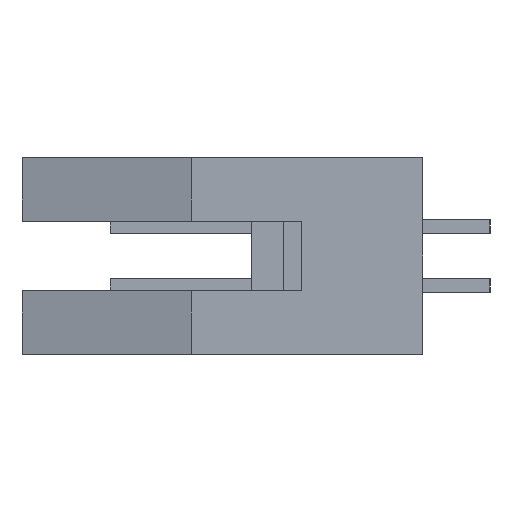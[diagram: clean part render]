
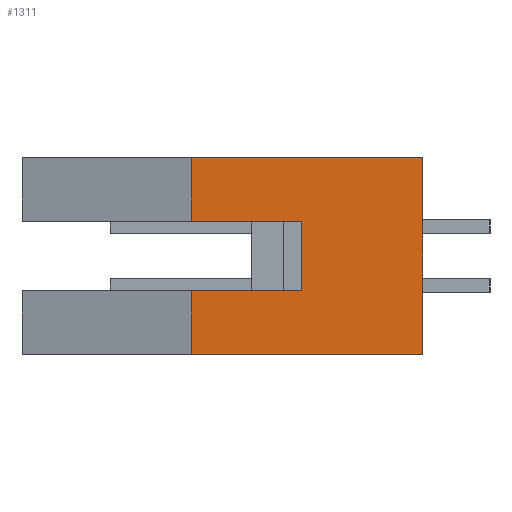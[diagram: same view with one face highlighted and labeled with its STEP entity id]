
A CAD part, left-side view. The second image highlights one B-rep face of the part: STEP entity #1311.
In plain terms, the highlighted planar face has unit normal (-1, 0, 0).
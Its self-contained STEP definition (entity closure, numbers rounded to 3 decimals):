
#1311=ADVANCED_FACE('',(#2196),#1756,.T.);
#1756=PLANE('',#9560);
#2196=FACE_OUTER_BOUND('',#2644,.T.);
#2644=EDGE_LOOP('',(#4383,#4384,#4385,#4386,#4387,#4388,#4389,#4390));
#4383=ORIENTED_EDGE('',*,*,#6797,.T.);
#4384=ORIENTED_EDGE('',*,*,#6796,.F.);
#4385=ORIENTED_EDGE('',*,*,#6798,.T.);
#4386=ORIENTED_EDGE('',*,*,#6799,.T.);
#4387=ORIENTED_EDGE('',*,*,#6800,.T.);
#4388=ORIENTED_EDGE('',*,*,#6786,.F.);
#4389=ORIENTED_EDGE('',*,*,#6801,.T.);
#4390=ORIENTED_EDGE('',*,*,#6802,.T.);
#5714=VERTEX_POINT('',#13739);
#5715=VERTEX_POINT('',#13741);
#5722=VERTEX_POINT('',#13758);
#5723=VERTEX_POINT('',#13760);
#5724=VERTEX_POINT('',#13764);
#5725=VERTEX_POINT('',#13766);
#5726=VERTEX_POINT('',#13768);
#5727=VERTEX_POINT('',#13771);
#6786=EDGE_CURVE('',#5714,#5715,#7905,.T.);
#6796=EDGE_CURVE('',#5723,#5722,#7915,.T.);
#6797=EDGE_CURVE('',#5724,#5722,#7916,.T.);
#6798=EDGE_CURVE('',#5723,#5725,#7917,.T.);
#6799=EDGE_CURVE('',#5725,#5726,#7918,.T.);
#6800=EDGE_CURVE('',#5726,#5715,#7919,.T.);
#6801=EDGE_CURVE('',#5714,#5727,#7920,.T.);
#6802=EDGE_CURVE('',#5727,#5724,#7921,.T.);
#7905=LINE('',#13740,#9018);
#7915=LINE('',#13761,#9028);
#7916=LINE('',#13763,#9029);
#7917=LINE('',#13765,#9030);
#7918=LINE('',#13767,#9031);
#7919=LINE('',#13769,#9032);
#7920=LINE('',#13770,#9033);
#7921=LINE('',#13772,#9034);
#9018=VECTOR('',#11418,1.);
#9028=VECTOR('',#11432,1.);
#9029=VECTOR('',#11435,1.);
#9030=VECTOR('',#11436,1.);
#9031=VECTOR('',#11437,1.);
#9032=VECTOR('',#11438,1.);
#9033=VECTOR('',#11439,1.);
#9034=VECTOR('',#11440,1.);
#9560=AXIS2_PLACEMENT_3D('',#13773,#11441,#11442);
#11418=DIRECTION('',(0.,0.,1.));
#11432=DIRECTION('',(0.,0.,1.));
#11435=DIRECTION('',(0.,1.,0.));
#11436=DIRECTION('',(0.,-1.,0.));
#11437=DIRECTION('',(0.,0.,1.));
#11438=DIRECTION('',(0.,1.,0.));
#11439=DIRECTION('',(0.,-1.,0.));
#11440=DIRECTION('',(0.,0.,-1.));
#11441=DIRECTION('',(-1.,0.,0.));
#11442=DIRECTION('',(0.,-1.,0.));
#13739=CARTESIAN_POINT('',(-31.573,12.59,5.75));
#13740=CARTESIAN_POINT('',(-31.573,12.59,5.75));
#13741=CARTESIAN_POINT('',(-31.573,12.59,8.5));
#13758=CARTESIAN_POINT('',(-31.573,12.59,2.75));
#13760=CARTESIAN_POINT('',(-31.573,12.59,0.));
#13761=CARTESIAN_POINT('',(-31.573,12.59,0.));
#13763=CARTESIAN_POINT('',(-31.573,7.84,2.75));
#13764=CARTESIAN_POINT('',(-31.573,7.84,2.75));
#13765=CARTESIAN_POINT('',(-31.573,12.59,0.));
#13766=CARTESIAN_POINT('',(-31.573,2.59,0.));
#13767=CARTESIAN_POINT('',(-31.573,2.59,0.));
#13768=CARTESIAN_POINT('',(-31.573,2.59,8.5));
#13769=CARTESIAN_POINT('',(-31.573,2.59,8.5));
#13770=CARTESIAN_POINT('',(-31.573,12.59,5.75));
#13771=CARTESIAN_POINT('',(-31.573,7.84,5.75));
#13772=CARTESIAN_POINT('',(-31.573,7.84,5.75));
#13773=CARTESIAN_POINT('',(-31.573,12.59,0.));
